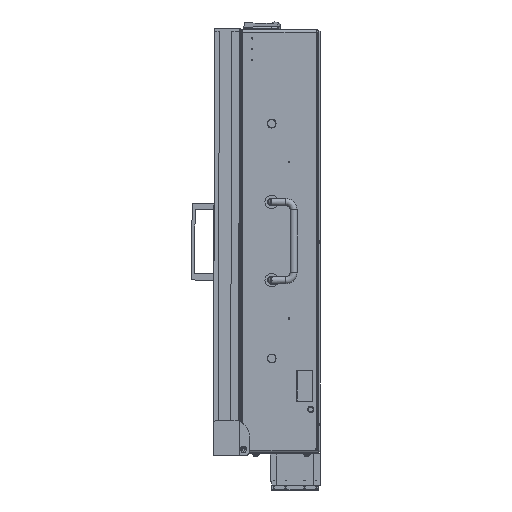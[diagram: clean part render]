
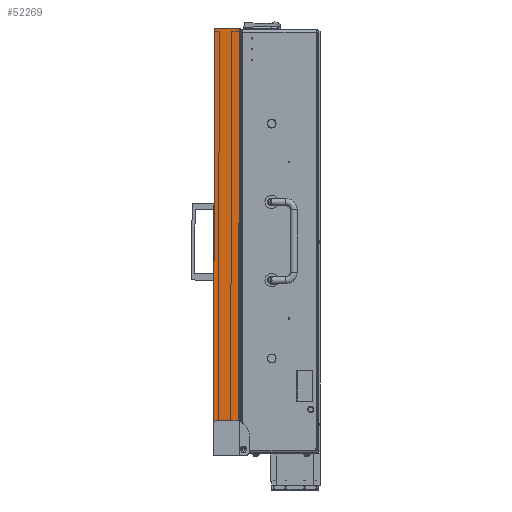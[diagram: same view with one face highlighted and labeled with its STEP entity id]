
A CAD part, left-side view. The second image highlights one B-rep face of the part: STEP entity #52269.
In plain terms, the highlighted planar face has unit normal (-1, 0, 0).
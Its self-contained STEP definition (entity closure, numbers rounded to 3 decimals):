
#1545 = AXIS2_PLACEMENT_3D ( 'NONE', #10965, #69530, #76493 ) ;
#6254 = DIRECTION ( 'NONE',  ( 1., 0., 0. ) ) ;
#10965 = CARTESIAN_POINT ( 'NONE',  ( -327.5, 7., -248. ) ) ;
#11757 = CARTESIAN_POINT ( 'NONE',  ( -327.5, 33., -233. ) ) ;
#11982 = CIRCLE ( 'NONE', #25881, 5. ) ;
#13968 = EDGE_CURVE ( 'NONE', #80642, #31786, #14893, .T. ) ;
#14893 = LINE ( 'NONE', #53492, #51428 ) ;
#15162 = LINE ( 'NONE', #28222, #22726 ) ;
#15252 = VECTOR ( 'NONE', #61926, 1000. ) ;
#17495 = DIRECTION ( 'NONE',  ( 1., 0., 0. ) ) ;
#18116 = ORIENTED_EDGE ( 'NONE', *, *, #36309, .F. ) ;
#18878 = EDGE_LOOP ( 'NONE', ( #18116, #34569, #25740, #41416, #73306, #76757 ) ) ;
#20868 = VERTEX_POINT ( 'NONE', #65138 ) ;
#22726 = VECTOR ( 'NONE', #54199, 1000. ) ;
#25740 = ORIENTED_EDGE ( 'NONE', *, *, #63930, .T. ) ;
#25881 = AXIS2_PLACEMENT_3D ( 'NONE', #65713, #6254, #58769 ) ;
#26230 = DIRECTION ( 'NONE',  ( 0., 0., 1. ) ) ;
#28222 = CARTESIAN_POINT ( 'NONE',  ( -327.5, 33., 273. ) ) ;
#30790 = EDGE_CURVE ( 'NONE', #31786, #43599, #15162, .T. ) ;
#31786 = VERTEX_POINT ( 'NONE', #58811 ) ;
#33915 = CARTESIAN_POINT ( 'NONE',  ( -327.5, 33., -228. ) ) ;
#34569 = ORIENTED_EDGE ( 'NONE', *, *, #84689, .F. ) ;
#36309 = EDGE_CURVE ( 'NONE', #20868, #43986, #54228, .T. ) ;
#37087 = DIRECTION ( 'NONE',  ( 0., 0., -1. ) ) ;
#37381 = VECTOR ( 'NONE', #42095, 1000. ) ;
#37935 = CARTESIAN_POINT ( 'NONE',  ( -327.5, 33., -273. ) ) ;
#41416 = ORIENTED_EDGE ( 'NONE', *, *, #30790, .F. ) ;
#42095 = DIRECTION ( 'NONE',  ( 0., 1., 0. ) ) ;
#43599 = VERTEX_POINT ( 'NONE', #48175 ) ;
#43986 = VERTEX_POINT ( 'NONE', #72796 ) ;
#44607 = AXIS2_PLACEMENT_3D ( 'NONE', #37935, #17495, #37087 ) ;
#48175 = CARTESIAN_POINT ( 'NONE',  ( -327.5, 0., 273. ) ) ;
#48199 = VERTEX_POINT ( 'NONE', #57977 ) ;
#51428 = VECTOR ( 'NONE', #26230, 1000. ) ;
#52269 = ADVANCED_FACE ( 'NONE', ( #71290 ), #58276, .F. ) ;
#53492 = CARTESIAN_POINT ( 'NONE',  ( -327.5, 33., -273. ) ) ;
#54178 = CIRCLE ( 'NONE', #1545, 20. ) ;
#54199 = DIRECTION ( 'NONE',  ( 0., -1., 0. ) ) ;
#54228 = LINE ( 'NONE', #33915, #37381 ) ;
#54985 = CARTESIAN_POINT ( 'NONE',  ( -327.5, 0., -273. ) ) ;
#57977 = CARTESIAN_POINT ( 'NONE',  ( -327.5, 0., -229.265 ) ) ;
#58276 = PLANE ( 'NONE',  #44607 ) ;
#58769 = DIRECTION ( 'NONE',  ( 0., 0., -1. ) ) ;
#58811 = CARTESIAN_POINT ( 'NONE',  ( -327.5, 33., 273. ) ) ;
#58911 = EDGE_CURVE ( 'NONE', #80642, #43986, #11982, .T. ) ;
#61496 = LINE ( 'NONE', #54985, #15252 ) ;
#61926 = DIRECTION ( 'NONE',  ( 0., 0., 1. ) ) ;
#63930 = EDGE_CURVE ( 'NONE', #48199, #43599, #61496, .T. ) ;
#65138 = CARTESIAN_POINT ( 'NONE',  ( -327.5, 7., -228. ) ) ;
#65713 = CARTESIAN_POINT ( 'NONE',  ( -327.5, 28., -233. ) ) ;
#69530 = DIRECTION ( 'NONE',  ( -1., 0., 0. ) ) ;
#71290 = FACE_OUTER_BOUND ( 'NONE', #18878, .T. ) ;
#72796 = CARTESIAN_POINT ( 'NONE',  ( -327.5, 28., -228. ) ) ;
#73306 = ORIENTED_EDGE ( 'NONE', *, *, #13968, .F. ) ;
#76493 = DIRECTION ( 'NONE',  ( 0., 0., -1. ) ) ;
#76757 = ORIENTED_EDGE ( 'NONE', *, *, #58911, .T. ) ;
#80642 = VERTEX_POINT ( 'NONE', #11757 ) ;
#84689 = EDGE_CURVE ( 'NONE', #48199, #20868, #54178, .T. ) ;
